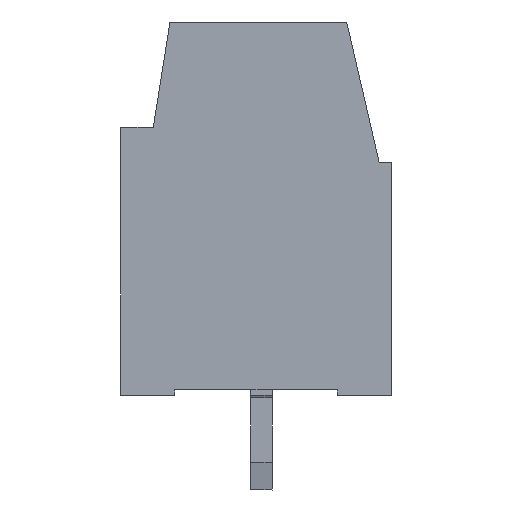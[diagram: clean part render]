
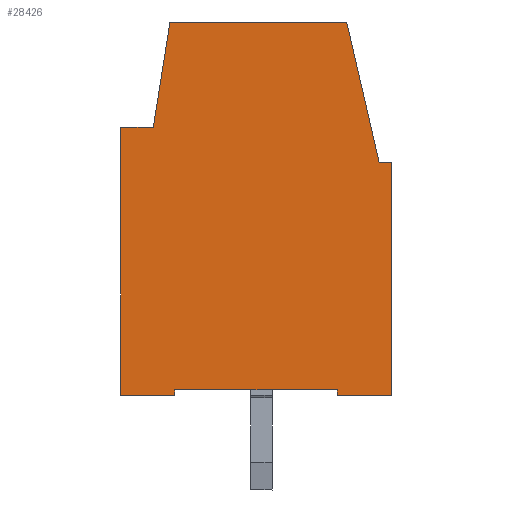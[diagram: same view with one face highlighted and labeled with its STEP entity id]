
A CAD part, left-side view. The second image highlights one B-rep face of the part: STEP entity #28426.
In plain terms, the highlighted planar face has unit normal (-1, 0, 0).
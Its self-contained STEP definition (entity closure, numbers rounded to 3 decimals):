
#28334=AXIS2_PLACEMENT_3D('Plane Axis2P3D',#28331,#28332,#28333) ;
#27942=CARTESIAN_POINT('Vertex',(0.,0.,12.101)) ;
#27945=CARTESIAN_POINT('Line Origine',(0.,0.,7.8)) ;
#27949=CARTESIAN_POINT('Vertex',(0.,0.,3.5)) ;
#28315=CARTESIAN_POINT('Vertex',(0.,0.445,12.1)) ;
#28318=CARTESIAN_POINT('Line Origine',(0.,0.223,12.1)) ;
#28331=CARTESIAN_POINT('Axis2P3D Location',(0.,3.449,14.)) ;
#28336=CARTESIAN_POINT('Line Origine',(0.,1.027,14.623)) ;
#28340=CARTESIAN_POINT('Vertex',(0.,1.609,17.145)) ;
#28343=CARTESIAN_POINT('Line Origine',(0.,1.627,17.223)) ;
#28347=CARTESIAN_POINT('Vertex',(0.,1.645,17.3)) ;
#28350=CARTESIAN_POINT('Line Origine',(0.,4.913,17.3)) ;
#28354=CARTESIAN_POINT('Vertex',(0.,8.181,17.301)) ;
#28357=CARTESIAN_POINT('Line Origine',(0.,8.49,15.351)) ;
#28361=CARTESIAN_POINT('Vertex',(0.,8.799,13.401)) ;
#28364=CARTESIAN_POINT('Line Origine',(0.,9.399,13.401)) ;
#28368=CARTESIAN_POINT('Vertex',(0.,9.999,13.401)) ;
#28371=CARTESIAN_POINT('Line Origine',(0.,10.,8.451)) ;
#28375=CARTESIAN_POINT('Vertex',(0.,10.,3.501)) ;
#28378=CARTESIAN_POINT('Line Origine',(0.,9.,3.501)) ;
#28382=CARTESIAN_POINT('Vertex',(0.,8.,3.501)) ;
#28385=CARTESIAN_POINT('Line Origine',(0.,8.,3.601)) ;
#28389=CARTESIAN_POINT('Vertex',(0.,8.,3.701)) ;
#28392=CARTESIAN_POINT('Line Origine',(0.,5.,3.7)) ;
#28396=CARTESIAN_POINT('Vertex',(0.,2.,3.7)) ;
#28399=CARTESIAN_POINT('Line Origine',(0.,2.,3.6)) ;
#28403=CARTESIAN_POINT('Vertex',(0.,2.,3.5)) ;
#28406=CARTESIAN_POINT('Line Origine',(0.,1.,3.5)) ;
#27946=DIRECTION('Vector Direction',(0.,0.,1.)) ;
#28319=DIRECTION('Vector Direction',(0.,-1.,0.001)) ;
#28332=DIRECTION('Axis2P3D Direction',(1.,0.,0.)) ;
#28333=DIRECTION('Axis2P3D XDirection',(0.,1.,0.)) ;
#28337=DIRECTION('Vector Direction',(0.,0.225,0.974)) ;
#28344=DIRECTION('Vector Direction',(0.,0.225,0.974)) ;
#28351=DIRECTION('Vector Direction',(0.,-1.,0.)) ;
#28358=DIRECTION('Vector Direction',(0.,0.157,-0.988)) ;
#28365=DIRECTION('Vector Direction',(0.,-1.,0.)) ;
#28372=DIRECTION('Vector Direction',(0.,0.,-1.)) ;
#28379=DIRECTION('Vector Direction',(0.,-1.,0.)) ;
#28386=DIRECTION('Vector Direction',(0.,0.,1.)) ;
#28393=DIRECTION('Vector Direction',(0.,-1.,0.)) ;
#28400=DIRECTION('Vector Direction',(0.,0.,-1.)) ;
#28407=DIRECTION('Vector Direction',(0.,-1.,0.)) ;
#27947=VECTOR('Line Direction',#27946,1.) ;
#28320=VECTOR('Line Direction',#28319,1.) ;
#28338=VECTOR('Line Direction',#28337,1.) ;
#28345=VECTOR('Line Direction',#28344,1.) ;
#28352=VECTOR('Line Direction',#28351,1.) ;
#28359=VECTOR('Line Direction',#28358,1.) ;
#28366=VECTOR('Line Direction',#28365,1.) ;
#28373=VECTOR('Line Direction',#28372,1.) ;
#28380=VECTOR('Line Direction',#28379,1.) ;
#28387=VECTOR('Line Direction',#28386,1.) ;
#28394=VECTOR('Line Direction',#28393,1.) ;
#28401=VECTOR('Line Direction',#28400,1.) ;
#28408=VECTOR('Line Direction',#28407,1.) ;
#28412=ORIENTED_EDGE('',*,*,#27951,.T.) ;
#28413=ORIENTED_EDGE('',*,*,#28322,.F.) ;
#28414=ORIENTED_EDGE('',*,*,#28342,.T.) ;
#28415=ORIENTED_EDGE('',*,*,#28349,.T.) ;
#28416=ORIENTED_EDGE('',*,*,#28356,.F.) ;
#28417=ORIENTED_EDGE('',*,*,#28363,.T.) ;
#28418=ORIENTED_EDGE('',*,*,#28370,.F.) ;
#28419=ORIENTED_EDGE('',*,*,#28377,.T.) ;
#28420=ORIENTED_EDGE('',*,*,#28384,.T.) ;
#28421=ORIENTED_EDGE('',*,*,#28391,.T.) ;
#28422=ORIENTED_EDGE('',*,*,#28398,.T.) ;
#28423=ORIENTED_EDGE('',*,*,#28405,.T.) ;
#28424=ORIENTED_EDGE('',*,*,#28410,.T.) ;
#28426=ADVANCED_FACE('COVER',(#28425),#28335,.F.) ;
#27951=EDGE_CURVE('',#27950,#27943,#27948,.T.) ;
#28322=EDGE_CURVE('',#28316,#27943,#28321,.T.) ;
#28342=EDGE_CURVE('',#28316,#28341,#28339,.T.) ;
#28349=EDGE_CURVE('',#28341,#28348,#28346,.T.) ;
#28356=EDGE_CURVE('',#28355,#28348,#28353,.T.) ;
#28363=EDGE_CURVE('',#28355,#28362,#28360,.T.) ;
#28370=EDGE_CURVE('',#28369,#28362,#28367,.T.) ;
#28377=EDGE_CURVE('',#28369,#28376,#28374,.T.) ;
#28384=EDGE_CURVE('',#28376,#28383,#28381,.T.) ;
#28391=EDGE_CURVE('',#28383,#28390,#28388,.T.) ;
#28398=EDGE_CURVE('',#28390,#28397,#28395,.T.) ;
#28405=EDGE_CURVE('',#28397,#28404,#28402,.T.) ;
#28410=EDGE_CURVE('',#28404,#27950,#28409,.T.) ;
#28411=EDGE_LOOP('',(#28412,#28413,#28414,#28415,#28416,#28417,#28418,#28419,#28420,#28421,#28422,#28423,#28424)) ;
#28425=FACE_OUTER_BOUND('',#28411,.T.) ;
#27948=LINE('Line',#27945,#27947) ;
#28321=LINE('Line',#28318,#28320) ;
#28339=LINE('Line',#28336,#28338) ;
#28346=LINE('Line',#28343,#28345) ;
#28353=LINE('Line',#28350,#28352) ;
#28360=LINE('Line',#28357,#28359) ;
#28367=LINE('Line',#28364,#28366) ;
#28374=LINE('Line',#28371,#28373) ;
#28381=LINE('Line',#28378,#28380) ;
#28388=LINE('Line',#28385,#28387) ;
#28395=LINE('Line',#28392,#28394) ;
#28402=LINE('Line',#28399,#28401) ;
#28409=LINE('Line',#28406,#28408) ;
#28335=PLANE('',#28334) ;
#27943=VERTEX_POINT('',#27942) ;
#27950=VERTEX_POINT('',#27949) ;
#28316=VERTEX_POINT('',#28315) ;
#28341=VERTEX_POINT('',#28340) ;
#28348=VERTEX_POINT('',#28347) ;
#28355=VERTEX_POINT('',#28354) ;
#28362=VERTEX_POINT('',#28361) ;
#28369=VERTEX_POINT('',#28368) ;
#28376=VERTEX_POINT('',#28375) ;
#28383=VERTEX_POINT('',#28382) ;
#28390=VERTEX_POINT('',#28389) ;
#28397=VERTEX_POINT('',#28396) ;
#28404=VERTEX_POINT('',#28403) ;
